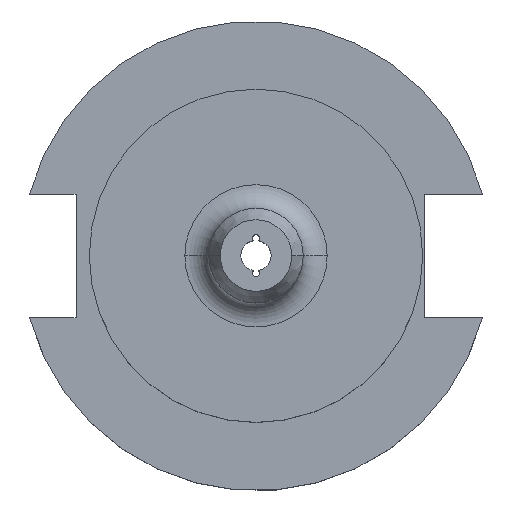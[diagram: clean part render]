
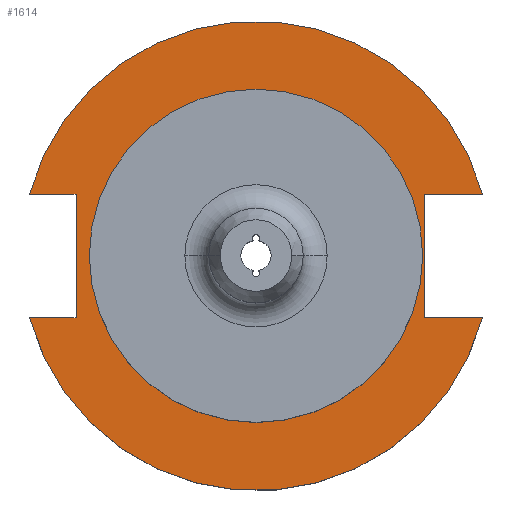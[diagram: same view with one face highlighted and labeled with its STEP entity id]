
A CAD part, top view. The second image highlights one B-rep face of the part: STEP entity #1614.
In plain terms, the highlighted planar face has unit normal (0, 0, 1).
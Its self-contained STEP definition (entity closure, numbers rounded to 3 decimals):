
#13 = DIRECTION ( 'NONE',  ( 1., 0., 0. ) ) ;
#25 = DIRECTION ( 'NONE',  ( 0., 0., 1. ) ) ;
#30 = VECTOR ( 'NONE', #212, 1000. ) ;
#46 = DIRECTION ( 'NONE',  ( 1., 0., 0. ) ) ;
#56 = CIRCLE ( 'NONE', #726, 49.212 ) ;
#61 = ORIENTED_EDGE ( 'NONE', *, *, #1440, .T. ) ;
#62 = CARTESIAN_POINT ( 'NONE',  ( -37.719, 12.954, 19.05 ) ) ;
#68 = VERTEX_POINT ( 'NONE', #441 ) ;
#95 = VERTEX_POINT ( 'NONE', #858 ) ;
#118 = DIRECTION ( 'NONE',  ( 1., 0., 0. ) ) ;
#146 = CARTESIAN_POINT ( 'NONE',  ( 35.306, -12.954, 19.05 ) ) ;
#178 = EDGE_LOOP ( 'NONE', ( #496, #1771 ) ) ;
#188 = CIRCLE ( 'NONE', #1246, 34.925 ) ;
#212 = DIRECTION ( 'NONE',  ( 0., 1., 0. ) ) ;
#338 = ORIENTED_EDGE ( 'NONE', *, *, #1223, .F. ) ;
#348 = CARTESIAN_POINT ( 'NONE',  ( 0., 0., 19.05 ) ) ;
#425 = AXIS2_PLACEMENT_3D ( 'NONE', #893, #25, #1037 ) ;
#441 = CARTESIAN_POINT ( 'NONE',  ( 47.477, 12.954, 19.05 ) ) ;
#496 = ORIENTED_EDGE ( 'NONE', *, *, #710, .F. ) ;
#501 = DIRECTION ( 'NONE',  ( 1., 0., 0. ) ) ;
#516 = CARTESIAN_POINT ( 'NONE',  ( 35.306, 12.954, 19.05 ) ) ;
#521 = DIRECTION ( 'NONE',  ( 1., 0., 0. ) ) ;
#555 = CARTESIAN_POINT ( 'NONE',  ( -37.719, -12.954, 19.05 ) ) ;
#579 = LINE ( 'NONE', #1430, #1646 ) ;
#608 = EDGE_CURVE ( 'NONE', #68, #739, #1000, .T. ) ;
#611 = LINE ( 'NONE', #1817, #1356 ) ;
#617 = VERTEX_POINT ( 'NONE', #959 ) ;
#637 = VERTEX_POINT ( 'NONE', #679 ) ;
#679 = CARTESIAN_POINT ( 'NONE',  ( 34.925, 0., 19.05 ) ) ;
#708 = CARTESIAN_POINT ( 'NONE',  ( -63.719, 12.954, 19.05 ) ) ;
#710 = EDGE_CURVE ( 'NONE', #637, #945, #188, .T. ) ;
#726 = AXIS2_PLACEMENT_3D ( 'NONE', #1786, #904, #46 ) ;
#739 = VERTEX_POINT ( 'NONE', #1120 ) ;
#794 = LINE ( 'NONE', #62, #30 ) ;
#804 = VERTEX_POINT ( 'NONE', #555 ) ;
#836 = EDGE_CURVE ( 'NONE', #68, #617, #56, .T. ) ;
#858 = CARTESIAN_POINT ( 'NONE',  ( -47.477, -12.954, 19.05 ) ) ;
#879 = DIRECTION ( 'NONE',  ( 0., 0., 1. ) ) ;
#888 = VERTEX_POINT ( 'NONE', #146 ) ;
#893 = CARTESIAN_POINT ( 'NONE',  ( 0., 0., 19.05 ) ) ;
#904 = DIRECTION ( 'NONE',  ( 0., 0., 1. ) ) ;
#940 = DIRECTION ( 'NONE',  ( 1., 0., 0. ) ) ;
#945 = VERTEX_POINT ( 'NONE', #1018 ) ;
#959 = CARTESIAN_POINT ( 'NONE',  ( -47.477, 12.954, 19.05 ) ) ;
#982 = DIRECTION ( 'NONE',  ( 0., -1., 0. ) ) ;
#995 = EDGE_CURVE ( 'NONE', #888, #1258, #1292, .T. ) ;
#999 = CIRCLE ( 'NONE', #1627, 34.925 ) ;
#1000 = LINE ( 'NONE', #516, #1399 ) ;
#1018 = CARTESIAN_POINT ( 'NONE',  ( -34.925, 0., 19.05 ) ) ;
#1024 = VERTEX_POINT ( 'NONE', #1139 ) ;
#1037 = DIRECTION ( 'NONE',  ( 1., 0., 0. ) ) ;
#1120 = CARTESIAN_POINT ( 'NONE',  ( 35.306, 12.954, 19.05 ) ) ;
#1128 = CARTESIAN_POINT ( 'NONE',  ( 35.306, -12.954, 19.05 ) ) ;
#1139 = CARTESIAN_POINT ( 'NONE',  ( -37.719, 12.954, 19.05 ) ) ;
#1152 = FACE_BOUND ( 'NONE', #178, .T. ) ;
#1168 = ORIENTED_EDGE ( 'NONE', *, *, #1386, .F. ) ;
#1176 = VECTOR ( 'NONE', #1659, 1000. ) ;
#1223 = EDGE_CURVE ( 'NONE', #804, #1024, #794, .T. ) ;
#1231 = ORIENTED_EDGE ( 'NONE', *, *, #836, .T. ) ;
#1246 = AXIS2_PLACEMENT_3D ( 'NONE', #1758, #879, #13 ) ;
#1258 = VERTEX_POINT ( 'NONE', #1532 ) ;
#1259 = CIRCLE ( 'NONE', #425, 49.212 ) ;
#1292 = LINE ( 'NONE', #1128, #1663 ) ;
#1338 = EDGE_CURVE ( 'NONE', #945, #637, #999, .T. ) ;
#1352 = ORIENTED_EDGE ( 'NONE', *, *, #608, .F. ) ;
#1356 = VECTOR ( 'NONE', #940, 1000. ) ;
#1374 = EDGE_LOOP ( 'NONE', ( #61, #1590, #1696, #1352, #1231, #1885, #338, #1168 ) ) ;
#1376 = CARTESIAN_POINT ( 'NONE',  ( 0., 49.212, 19.05 ) ) ;
#1383 = DIRECTION ( 'NONE',  ( 0., 0., 1. ) ) ;
#1386 = EDGE_CURVE ( 'NONE', #95, #804, #611, .T. ) ;
#1399 = VECTOR ( 'NONE', #1836, 1000. ) ;
#1430 = CARTESIAN_POINT ( 'NONE',  ( 35.306, 12.954, 19.05 ) ) ;
#1440 = EDGE_CURVE ( 'NONE', #95, #1258, #1259, .T. ) ;
#1513 = PLANE ( 'NONE',  #1691 ) ;
#1532 = CARTESIAN_POINT ( 'NONE',  ( 47.477, -12.954, 19.05 ) ) ;
#1558 = LINE ( 'NONE', #708, #1176 ) ;
#1590 = ORIENTED_EDGE ( 'NONE', *, *, #995, .F. ) ;
#1614 = ADVANCED_FACE ( 'NONE', ( #1152, #1880 ), #1513, .T. ) ;
#1627 = AXIS2_PLACEMENT_3D ( 'NONE', #348, #1383, #501 ) ;
#1646 = VECTOR ( 'NONE', #982, 1000. ) ;
#1659 = DIRECTION ( 'NONE',  ( -1., 0., 0. ) ) ;
#1663 = VECTOR ( 'NONE', #118, 1000. ) ;
#1691 = AXIS2_PLACEMENT_3D ( 'NONE', #1376, #1826, #521 ) ;
#1696 = ORIENTED_EDGE ( 'NONE', *, *, #1731, .F. ) ;
#1731 = EDGE_CURVE ( 'NONE', #739, #888, #579, .T. ) ;
#1758 = CARTESIAN_POINT ( 'NONE',  ( 0., 0., 19.05 ) ) ;
#1771 = ORIENTED_EDGE ( 'NONE', *, *, #1338, .F. ) ;
#1786 = CARTESIAN_POINT ( 'NONE',  ( 0., 0., 19.05 ) ) ;
#1795 = EDGE_CURVE ( 'NONE', #1024, #617, #1558, .T. ) ;
#1817 = CARTESIAN_POINT ( 'NONE',  ( -63.719, -12.954, 19.05 ) ) ;
#1826 = DIRECTION ( 'NONE',  ( 0., 0., 1. ) ) ;
#1836 = DIRECTION ( 'NONE',  ( -1., 0., 0. ) ) ;
#1880 = FACE_OUTER_BOUND ( 'NONE', #1374, .T. ) ;
#1885 = ORIENTED_EDGE ( 'NONE', *, *, #1795, .F. ) ;
